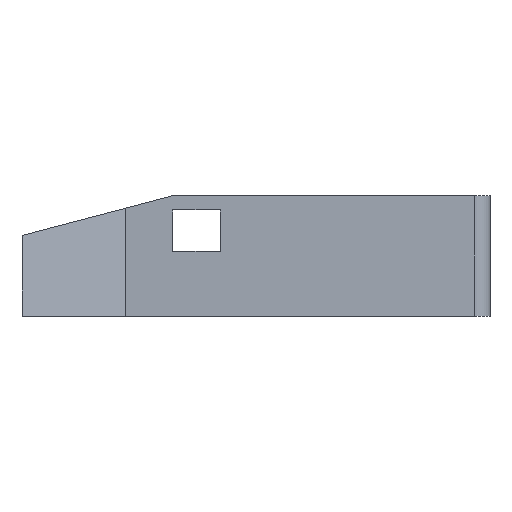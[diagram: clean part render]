
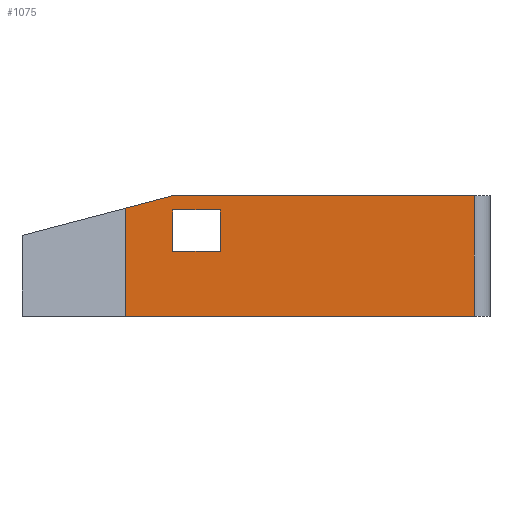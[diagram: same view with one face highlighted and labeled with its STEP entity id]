
A CAD part, left-side view. The second image highlights one B-rep face of the part: STEP entity #1075.
In plain terms, the highlighted planar face has unit normal (-1, 0, 0).
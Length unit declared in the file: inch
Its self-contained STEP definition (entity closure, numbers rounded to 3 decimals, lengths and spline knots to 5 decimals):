
#15=FACE_BOUND('',#147,.T.);
#40=PLANE('',#1178);
#90=FACE_OUTER_BOUND('',#146,.T.);
#146=EDGE_LOOP('',(#896,#897,#898,#899,#900));
#147=EDGE_LOOP('',(#901,#902,#903,#904));
#243=LINE('',#1735,#360);
#244=LINE('',#1737,#361);
#245=LINE('',#1739,#362);
#246=LINE('',#1741,#363);
#247=LINE('',#1742,#364);
#248=LINE('',#1745,#365);
#249=LINE('',#1747,#366);
#250=LINE('',#1749,#367);
#251=LINE('',#1750,#368);
#360=VECTOR('',#1419,1.1);
#361=VECTOR('',#1420,0.38);
#362=VECTOR('',#1421,0.95);
#363=VECTOR('',#1422,0.15511);
#364=VECTOR('',#1423,0.34053);
#365=VECTOR('',#1424,0.13);
#366=VECTOR('',#1425,0.15);
#367=VECTOR('',#1426,0.13);
#368=VECTOR('',#1427,0.15);
#515=VERTEX_POINT('',#1733);
#516=VERTEX_POINT('',#1734);
#517=VERTEX_POINT('',#1736);
#518=VERTEX_POINT('',#1738);
#519=VERTEX_POINT('',#1740);
#520=VERTEX_POINT('',#1743);
#521=VERTEX_POINT('',#1744);
#522=VERTEX_POINT('',#1746);
#523=VERTEX_POINT('',#1748);
#653=EDGE_CURVE('',#515,#516,#243,.T.);
#654=EDGE_CURVE('',#515,#517,#244,.F.);
#655=EDGE_CURVE('',#517,#518,#245,.T.);
#656=EDGE_CURVE('',#518,#519,#246,.T.);
#657=EDGE_CURVE('',#519,#516,#247,.T.);
#658=EDGE_CURVE('',#520,#521,#248,.T.);
#659=EDGE_CURVE('',#521,#522,#249,.T.);
#660=EDGE_CURVE('',#522,#523,#250,.T.);
#661=EDGE_CURVE('',#523,#520,#251,.T.);
#896=ORIENTED_EDGE('',*,*,#653,.F.);
#897=ORIENTED_EDGE('',*,*,#654,.T.);
#898=ORIENTED_EDGE('',*,*,#655,.T.);
#899=ORIENTED_EDGE('',*,*,#656,.T.);
#900=ORIENTED_EDGE('',*,*,#657,.T.);
#901=ORIENTED_EDGE('',*,*,#658,.T.);
#902=ORIENTED_EDGE('',*,*,#659,.T.);
#903=ORIENTED_EDGE('',*,*,#660,.T.);
#904=ORIENTED_EDGE('',*,*,#661,.T.);
#1075=ADVANCED_FACE('',(#90,#15),#40,.T.);
#1178=AXIS2_PLACEMENT_3D('',#1732,#1417,#1418);
#1417=DIRECTION('center_axis',(-1.,0.,0.));
#1418=DIRECTION('ref_axis',(0.,0.,1.));
#1419=DIRECTION('',(0.,1.,0.));
#1420=DIRECTION('',(0.,0.,-1.));
#1421=DIRECTION('',(0.,1.,0.));
#1422=DIRECTION('',(0.,0.967,-0.254));
#1423=DIRECTION('',(0.,0.,-1.));
#1424=DIRECTION('',(0.,0.,-1.));
#1425=DIRECTION('',(0.,1.,0.));
#1426=DIRECTION('',(0.,0.,1.));
#1427=DIRECTION('',(0.,-1.,0.));
#1732=CARTESIAN_POINT('Origin',(-2.09804,0.,
0.1));
#1733=CARTESIAN_POINT('',(-2.09804,-0.91318,0.));
#1734=CARTESIAN_POINT('',(-2.09804,0.18682,0.));
#1735=CARTESIAN_POINT('',(-2.09804,-0.91318,0.));
#1736=CARTESIAN_POINT('',(-2.09804,-0.91318,0.38));
#1737=CARTESIAN_POINT('',(-2.09804,-0.91318,0.38));
#1738=CARTESIAN_POINT('',(-2.09804,0.03682,0.38));
#1739=CARTESIAN_POINT('',(-2.09804,-0.91318,0.38));
#1740=CARTESIAN_POINT('',(-2.09804,0.18682,0.34053));
#1741=CARTESIAN_POINT('',(-2.09804,0.03682,0.38));
#1742=CARTESIAN_POINT('',(-2.09804,0.18682,0.34053));
#1743=CARTESIAN_POINT('',(-2.09804,-0.11318,0.335));
#1744=CARTESIAN_POINT('',(-2.09804,-0.11318,0.205));
#1745=CARTESIAN_POINT('',(-2.09804,-0.11318,0.335));
#1746=CARTESIAN_POINT('',(-2.09804,0.03682,0.205));
#1747=CARTESIAN_POINT('',(-2.09804,-0.11318,0.205));
#1748=CARTESIAN_POINT('',(-2.09804,0.03682,0.335));
#1749=CARTESIAN_POINT('',(-2.09804,0.03682,0.205));
#1750=CARTESIAN_POINT('',(-2.09804,0.03682,0.335));
